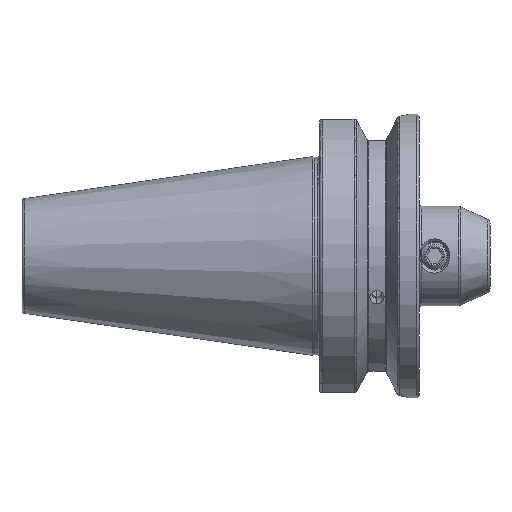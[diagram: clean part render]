
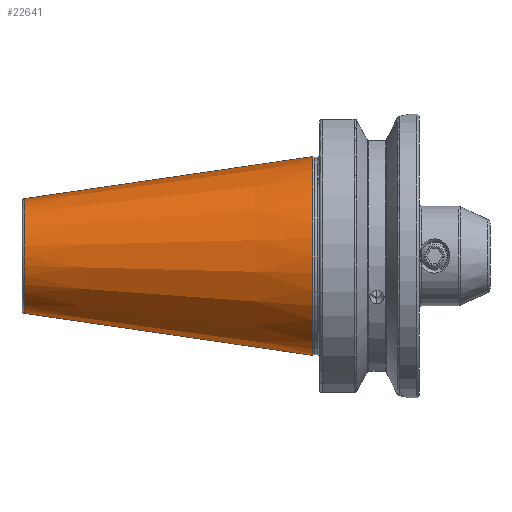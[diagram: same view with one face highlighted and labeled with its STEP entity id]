
A CAD part, front view. The second image highlights one B-rep face of the part: STEP entity #22641.
In plain terms, the highlighted conical face has half-angle 8.297 degrees and reference radius 34.998 mm.
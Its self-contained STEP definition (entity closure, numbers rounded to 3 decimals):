
#133 = EDGE_LOOP ( 'NONE', ( #16877, #17104, #17115, #16856 ) ) ;
#339 = CIRCLE ( 'NONE', #34417, 34.998 ) ;
#350 = VECTOR ( 'NONE', #22977, 1000. ) ;
#371 = CIRCLE ( 'NONE', #34387, 20.204 ) ;
#427 = VECTOR ( 'NONE', #22827, 1000. ) ;
#471 = LINE ( 'NONE', #22809, #427 ) ;
#727 = LINE ( 'NONE', #22946, #350 ) ;
#10162 = DIRECTION ( 'NONE',  ( 0., 0., -1. ) ) ;
#10169 = CARTESIAN_POINT ( 'NONE',  ( -2.5, 0., 0. ) ) ;
#10176 = DIRECTION ( 'NONE',  ( 1., 0., 0. ) ) ;
#10482 = CARTESIAN_POINT ( 'NONE',  ( -103.944, 0., 0. ) ) ;
#10516 = DIRECTION ( 'NONE',  ( 1., 0., 0. ) ) ;
#10533 = DIRECTION ( 'NONE',  ( 0., 0., -1. ) ) ;
#10829 = DIRECTION ( 'NONE',  ( 1., 0., 0. ) ) ;
#10847 = DIRECTION ( 'NONE',  ( 0., 0., -1. ) ) ;
#10866 = CARTESIAN_POINT ( 'NONE',  ( -2.5, 0., 0. ) ) ;
#15850 = VERTEX_POINT ( 'NONE', #20477 ) ;
#15854 = VERTEX_POINT ( 'NONE', #20454 ) ;
#15855 = VERTEX_POINT ( 'NONE', #20422 ) ;
#16222 = VERTEX_POINT ( 'NONE', #34858 ) ;
#16856 = ORIENTED_EDGE ( 'NONE', *, *, #25472, .F. ) ;
#16877 = ORIENTED_EDGE ( 'NONE', *, *, #25601, .F. ) ;
#17104 = ORIENTED_EDGE ( 'NONE', *, *, #25447, .T. ) ;
#17115 = ORIENTED_EDGE ( 'NONE', *, *, #25578, .T. ) ;
#20422 = CARTESIAN_POINT ( 'NONE',  ( -103.944, 0., 20.204 ) ) ;
#20454 = CARTESIAN_POINT ( 'NONE',  ( -103.944, 0., -20.204 ) ) ;
#20477 = CARTESIAN_POINT ( 'NONE',  ( -2.5, 0., 34.998 ) ) ;
#22641 = ADVANCED_FACE ( 'NONE', ( #33787 ), #33791, .T. ) ;
#22809 = CARTESIAN_POINT ( 'NONE',  ( -2.5, 0., -34.998 ) ) ;
#22827 = DIRECTION ( 'NONE',  ( 0.99, 0., -0.144 ) ) ;
#22946 = CARTESIAN_POINT ( 'NONE',  ( -2.5, 0., 34.998 ) ) ;
#22977 = DIRECTION ( 'NONE',  ( 0.99, 0., 0.144 ) ) ;
#25447 = EDGE_CURVE ( 'NONE', #15855, #15854, #371, .T. ) ;
#25472 = EDGE_CURVE ( 'NONE', #15850, #16222, #339, .T. ) ;
#25578 = EDGE_CURVE ( 'NONE', #15854, #16222, #471, .T. ) ;
#25601 = EDGE_CURVE ( 'NONE', #15855, #15850, #727, .T. ) ;
#33787 = FACE_OUTER_BOUND ( 'NONE', #133, .T. ) ;
#33791 = CONICAL_SURFACE ( 'NONE', #35403, 34.998, 0.145 ) ;
#34387 = AXIS2_PLACEMENT_3D ( 'NONE', #10482, #10516, #10533 ) ;
#34417 = AXIS2_PLACEMENT_3D ( 'NONE', #10169, #10176, #10162 ) ;
#34858 = CARTESIAN_POINT ( 'NONE',  ( -2.5, 0., -34.998 ) ) ;
#35403 = AXIS2_PLACEMENT_3D ( 'NONE', #10866, #10829, #10847 ) ;
